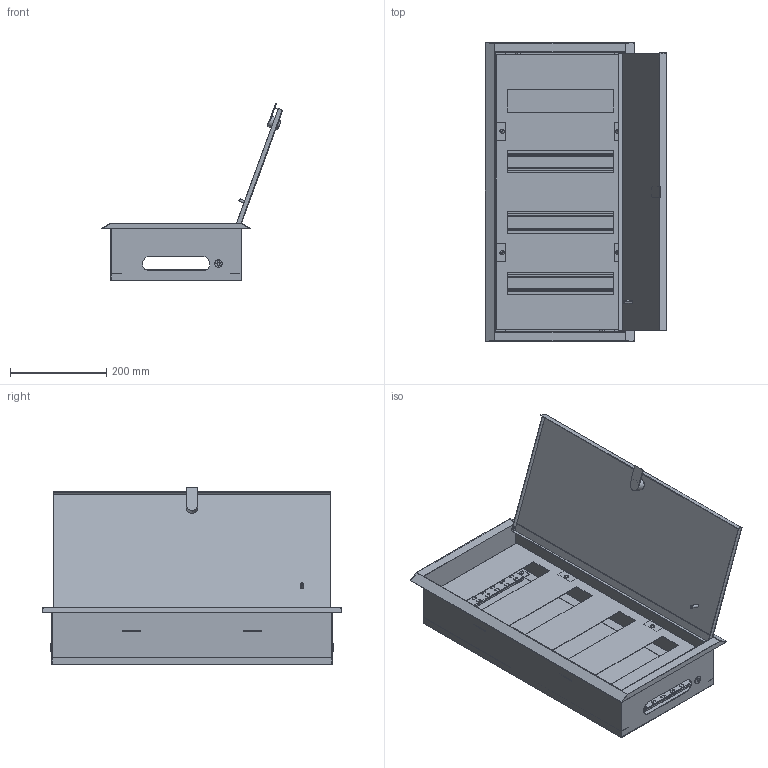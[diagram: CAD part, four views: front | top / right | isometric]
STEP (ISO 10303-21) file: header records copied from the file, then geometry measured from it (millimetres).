
FILE_DESCRIPTION (( 'STEP AP214' ), '1' );
FILE_NAME ('ShRV_Trend_48.STEP', '2016-08-31T06:22:52', ( 'user' ), ( '' ), 'SwSTEP 2.0', 'SolidWorks 2014', '' );
FILE_SCHEMA (( 'AUTOMOTIVE_DESIGN' ));
Length unit declared in the file: millimetre
Products named in the file (7): Dver_TREND_48; Panel TREND_剞ｭ-48; Obolochka_TREND_TREND-48; ShRV_Trend_48; Reika_TREND; SC GOST 17473_gost_‚¨­â A.M5x10 ƒŽ‘’ 17473-80; DIN-Reika_702.004-04
Assembly tree (22 placements, depth 2):
  ShRV_Trend_48
    Obolochka_TREND_TREND-48
    Dver_TREND_48
    Reika_TREND  x2
    DIN-Reika_702.004-04  x3
    Panel TREND_剞ｭ-48
    SC GOST 17473_gost_‚¨­â A.M5x10 ƒŽ‘’ 17473-80  x14
Bounding box: 376.2 x 620 x 369.32 mm (x, y, z)
Volume: 730341.4 mm3; surface area: 1536233.6 mm2
Topology: 24 solids, 24 shells, 730 faces, 1830 edges, 1176 vertices
Faces by surface type: plane 436, cylinder 262, sphere 28, cone 4
Entity records: 12894 total; most frequent: DIRECTION 2198, CARTESIAN_POINT 2148, ORIENTED_EDGE 2092, EDGE_CURVE 1046, VECTOR 738, LINE 738, AXIS2_PLACEMENT_3D 730, VERTEX_POINT 680
